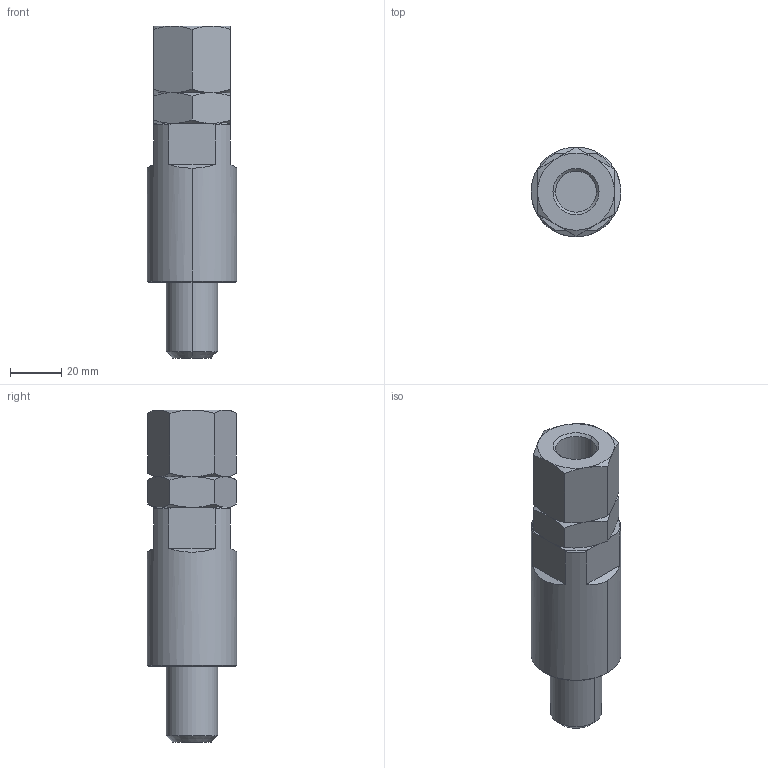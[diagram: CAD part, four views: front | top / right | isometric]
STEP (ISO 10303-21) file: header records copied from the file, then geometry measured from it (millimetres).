
FILE_DESCRIPTION (( 'STEP AP203' ), '1' );
FILE_NAME ('bj333-20100.STEP', '2021-10-25T01:23:37', ( '' ), ( '' ), 'SwSTEP 2.0', 'SolidWorks 2020', '' );
FILE_SCHEMA (( 'CONFIG_CONTROL_DESIGN' ));
Length unit declared in the file: millimetre
Products named in the file (4): bj333-20100; bj333-20100_03; bj333-20100_02; bj333-20100_01
Assembly tree (3 placements, depth 2):
  bj333-20100
    bj333-20100_01
    bj333-20100_02
    bj333-20100_03
Bounding box: 35 x 35 x 129.5 mm (x, y, z)
Volume: 91273.8 mm3; surface area: 23860.7 mm2
Topology: 3 solids, 3 shells, 93 faces, 230 edges, 148 vertices
Faces by surface type: cone 44, plane 31, cylinder 14, torus 4
Entity records: 3396 total; most frequent: CARTESIAN_POINT 823, ORIENTED_EDGE 460, DIRECTION 452, EDGE_CURVE 230, AXIS2_PLACEMENT_3D 185, VERTEX_POINT 148, EDGE_LOOP 100, FACE_OUTER_BOUND 93
